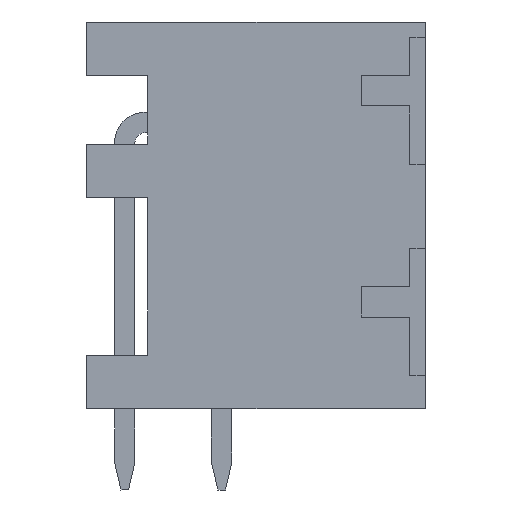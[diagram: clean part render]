
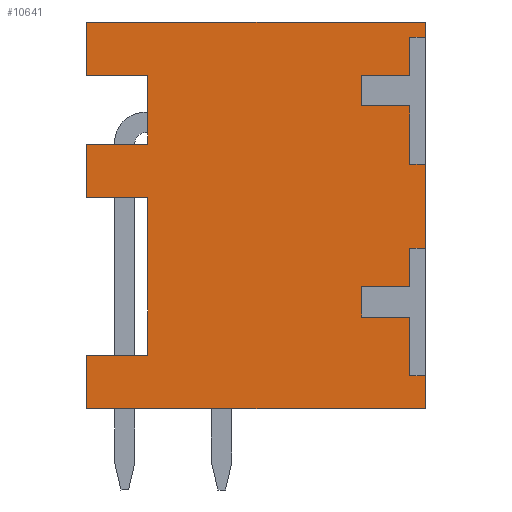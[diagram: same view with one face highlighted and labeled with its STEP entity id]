
A CAD part, left-side view. The second image highlights one B-rep face of the part: STEP entity #10641.
In plain terms, the highlighted planar face has unit normal (-1, 0, 0).
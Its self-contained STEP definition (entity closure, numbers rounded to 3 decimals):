
#10515=AXIS2_PLACEMENT_3D('Plane Axis2P3D',#10512,#10513,#10514) ;
#266=CARTESIAN_POINT('Vertex',(0.3,0.,18.4)) ;
#269=CARTESIAN_POINT('Line Origine',(0.3,0.,18.1)) ;
#273=CARTESIAN_POINT('Vertex',(0.3,0.,17.8)) ;
#294=CARTESIAN_POINT('Vertex',(0.3,0.,12.8)) ;
#297=CARTESIAN_POINT('Line Origine',(0.3,0.,11.15)) ;
#301=CARTESIAN_POINT('Vertex',(0.3,0.,9.5)) ;
#322=CARTESIAN_POINT('Vertex',(0.3,0.,4.5)) ;
#325=CARTESIAN_POINT('Line Origine',(0.3,0.,3.85)) ;
#329=CARTESIAN_POINT('Vertex',(0.3,0.,3.2)) ;
#4814=CARTESIAN_POINT('Vertex',(0.3,13.3,18.4)) ;
#4817=CARTESIAN_POINT('Line Origine',(0.3,6.65,18.4)) ;
#4919=CARTESIAN_POINT('Vertex',(0.3,13.3,16.3)) ;
#4924=CARTESIAN_POINT('Line Origine',(0.3,13.3,17.35)) ;
#5646=CARTESIAN_POINT('Vertex',(0.3,10.9,16.3)) ;
#5651=CARTESIAN_POINT('Line Origine',(0.3,12.1,16.3)) ;
#5989=CARTESIAN_POINT('Vertex',(0.3,10.9,13.6)) ;
#5994=CARTESIAN_POINT('Line Origine',(0.3,10.9,14.95)) ;
#6332=CARTESIAN_POINT('Vertex',(0.3,13.3,13.6)) ;
#6337=CARTESIAN_POINT('Line Origine',(0.3,12.1,13.6)) ;
#6670=CARTESIAN_POINT('Vertex',(0.3,13.3,11.5)) ;
#6675=CARTESIAN_POINT('Line Origine',(0.3,13.3,12.55)) ;
#7781=CARTESIAN_POINT('Vertex',(0.3,10.9,11.5)) ;
#7786=CARTESIAN_POINT('Line Origine',(0.3,12.1,11.5)) ;
#8119=CARTESIAN_POINT('Vertex',(0.3,10.9,5.3)) ;
#8124=CARTESIAN_POINT('Line Origine',(0.3,10.9,8.4)) ;
#8462=CARTESIAN_POINT('Vertex',(0.3,13.3,5.3)) ;
#8467=CARTESIAN_POINT('Line Origine',(0.3,12.1,5.3)) ;
#8800=CARTESIAN_POINT('Vertex',(0.3,13.3,3.2)) ;
#8805=CARTESIAN_POINT('Line Origine',(0.3,13.3,4.25)) ;
#9907=CARTESIAN_POINT('Line Origine',(0.3,6.65,3.2)) ;
#10512=CARTESIAN_POINT('Axis2P3D Location',(0.3,0.,0.)) ;
#10517=CARTESIAN_POINT('Line Origine',(0.3,0.3,12.8)) ;
#10521=CARTESIAN_POINT('Vertex',(0.3,0.6,12.8)) ;
#10524=CARTESIAN_POINT('Line Origine',(0.3,0.6,13.95)) ;
#10528=CARTESIAN_POINT('Vertex',(0.3,0.6,15.1)) ;
#10531=CARTESIAN_POINT('Line Origine',(0.3,1.55,15.1)) ;
#10535=CARTESIAN_POINT('Vertex',(0.3,2.5,15.1)) ;
#10538=CARTESIAN_POINT('Line Origine',(0.3,2.5,15.7)) ;
#10542=CARTESIAN_POINT('Vertex',(0.3,2.5,16.3)) ;
#10545=CARTESIAN_POINT('Line Origine',(0.3,1.55,16.3)) ;
#10549=CARTESIAN_POINT('Vertex',(0.3,0.6,16.3)) ;
#10552=CARTESIAN_POINT('Line Origine',(0.3,0.6,17.05)) ;
#10556=CARTESIAN_POINT('Vertex',(0.3,0.6,17.8)) ;
#10559=CARTESIAN_POINT('Line Origine',(0.3,0.3,17.8)) ;
#10564=CARTESIAN_POINT('Line Origine',(0.3,0.3,4.5)) ;
#10568=CARTESIAN_POINT('Vertex',(0.3,0.6,4.5)) ;
#10571=CARTESIAN_POINT('Line Origine',(0.3,0.6,5.65)) ;
#10575=CARTESIAN_POINT('Vertex',(0.3,0.6,6.8)) ;
#10578=CARTESIAN_POINT('Line Origine',(0.3,1.55,6.8)) ;
#10582=CARTESIAN_POINT('Vertex',(0.3,2.5,6.8)) ;
#10585=CARTESIAN_POINT('Line Origine',(0.3,2.5,7.4)) ;
#10589=CARTESIAN_POINT('Vertex',(0.3,2.5,8.)) ;
#10592=CARTESIAN_POINT('Line Origine',(0.3,1.55,8.)) ;
#10596=CARTESIAN_POINT('Vertex',(0.3,0.6,8.)) ;
#10599=CARTESIAN_POINT('Line Origine',(0.3,0.6,8.75)) ;
#10603=CARTESIAN_POINT('Vertex',(0.3,0.6,9.5)) ;
#10606=CARTESIAN_POINT('Line Origine',(0.3,0.3,9.5)) ;
#270=DIRECTION('Vector Direction',(0.,0.,-1.)) ;
#298=DIRECTION('Vector Direction',(0.,0.,-1.)) ;
#326=DIRECTION('Vector Direction',(0.,0.,-1.)) ;
#4818=DIRECTION('Vector Direction',(0.,-1.,0.)) ;
#4925=DIRECTION('Vector Direction',(0.,0.,1.)) ;
#5652=DIRECTION('Vector Direction',(0.,1.,0.)) ;
#5995=DIRECTION('Vector Direction',(0.,0.,1.)) ;
#6338=DIRECTION('Vector Direction',(0.,-1.,0.)) ;
#6676=DIRECTION('Vector Direction',(0.,0.,1.)) ;
#7787=DIRECTION('Vector Direction',(0.,1.,0.)) ;
#8125=DIRECTION('Vector Direction',(0.,0.,1.)) ;
#8468=DIRECTION('Vector Direction',(0.,-1.,0.)) ;
#8806=DIRECTION('Vector Direction',(0.,0.,1.)) ;
#9908=DIRECTION('Vector Direction',(0.,1.,0.)) ;
#10513=DIRECTION('Axis2P3D Direction',(-1.,0.,0.)) ;
#10514=DIRECTION('Axis2P3D XDirection',(0.,-1.,0.)) ;
#10518=DIRECTION('Vector Direction',(0.,1.,0.)) ;
#10525=DIRECTION('Vector Direction',(0.,0.,1.)) ;
#10532=DIRECTION('Vector Direction',(0.,1.,0.)) ;
#10539=DIRECTION('Vector Direction',(0.,0.,1.)) ;
#10546=DIRECTION('Vector Direction',(0.,-1.,0.)) ;
#10553=DIRECTION('Vector Direction',(0.,0.,1.)) ;
#10560=DIRECTION('Vector Direction',(0.,-1.,0.)) ;
#10565=DIRECTION('Vector Direction',(0.,1.,0.)) ;
#10572=DIRECTION('Vector Direction',(0.,0.,1.)) ;
#10579=DIRECTION('Vector Direction',(0.,1.,0.)) ;
#10586=DIRECTION('Vector Direction',(0.,0.,1.)) ;
#10593=DIRECTION('Vector Direction',(0.,-1.,0.)) ;
#10600=DIRECTION('Vector Direction',(0.,0.,1.)) ;
#10607=DIRECTION('Vector Direction',(0.,-1.,0.)) ;
#271=VECTOR('Line Direction',#270,1.) ;
#299=VECTOR('Line Direction',#298,1.) ;
#327=VECTOR('Line Direction',#326,1.) ;
#4819=VECTOR('Line Direction',#4818,1.) ;
#4926=VECTOR('Line Direction',#4925,1.) ;
#5653=VECTOR('Line Direction',#5652,1.) ;
#5996=VECTOR('Line Direction',#5995,1.) ;
#6339=VECTOR('Line Direction',#6338,1.) ;
#6677=VECTOR('Line Direction',#6676,1.) ;
#7788=VECTOR('Line Direction',#7787,1.) ;
#8126=VECTOR('Line Direction',#8125,1.) ;
#8469=VECTOR('Line Direction',#8468,1.) ;
#8807=VECTOR('Line Direction',#8806,1.) ;
#9909=VECTOR('Line Direction',#9908,1.) ;
#10519=VECTOR('Line Direction',#10518,1.) ;
#10526=VECTOR('Line Direction',#10525,1.) ;
#10533=VECTOR('Line Direction',#10532,1.) ;
#10540=VECTOR('Line Direction',#10539,1.) ;
#10547=VECTOR('Line Direction',#10546,1.) ;
#10554=VECTOR('Line Direction',#10553,1.) ;
#10561=VECTOR('Line Direction',#10560,1.) ;
#10566=VECTOR('Line Direction',#10565,1.) ;
#10573=VECTOR('Line Direction',#10572,1.) ;
#10580=VECTOR('Line Direction',#10579,1.) ;
#10587=VECTOR('Line Direction',#10586,1.) ;
#10594=VECTOR('Line Direction',#10593,1.) ;
#10601=VECTOR('Line Direction',#10600,1.) ;
#10608=VECTOR('Line Direction',#10607,1.) ;
#10612=ORIENTED_EDGE('',*,*,#303,.T.) ;
#10613=ORIENTED_EDGE('',*,*,#10523,.F.) ;
#10614=ORIENTED_EDGE('',*,*,#10530,.F.) ;
#10615=ORIENTED_EDGE('',*,*,#10537,.F.) ;
#10616=ORIENTED_EDGE('',*,*,#10544,.F.) ;
#10617=ORIENTED_EDGE('',*,*,#10551,.F.) ;
#10618=ORIENTED_EDGE('',*,*,#10558,.F.) ;
#10619=ORIENTED_EDGE('',*,*,#10563,.F.) ;
#10620=ORIENTED_EDGE('',*,*,#275,.T.) ;
#10621=ORIENTED_EDGE('',*,*,#4821,.T.) ;
#10622=ORIENTED_EDGE('',*,*,#4928,.T.) ;
#10623=ORIENTED_EDGE('',*,*,#5655,.T.) ;
#10624=ORIENTED_EDGE('',*,*,#5998,.T.) ;
#10625=ORIENTED_EDGE('',*,*,#6341,.T.) ;
#10626=ORIENTED_EDGE('',*,*,#6679,.T.) ;
#10627=ORIENTED_EDGE('',*,*,#7790,.T.) ;
#10628=ORIENTED_EDGE('',*,*,#8128,.T.) ;
#10629=ORIENTED_EDGE('',*,*,#8471,.T.) ;
#10630=ORIENTED_EDGE('',*,*,#8809,.T.) ;
#10631=ORIENTED_EDGE('',*,*,#9911,.T.) ;
#10632=ORIENTED_EDGE('',*,*,#331,.T.) ;
#10633=ORIENTED_EDGE('',*,*,#10570,.F.) ;
#10634=ORIENTED_EDGE('',*,*,#10577,.F.) ;
#10635=ORIENTED_EDGE('',*,*,#10584,.F.) ;
#10636=ORIENTED_EDGE('',*,*,#10591,.F.) ;
#10637=ORIENTED_EDGE('',*,*,#10598,.F.) ;
#10638=ORIENTED_EDGE('',*,*,#10605,.F.) ;
#10639=ORIENTED_EDGE('',*,*,#10610,.F.) ;
#10641=ADVANCED_FACE('HOUSING',(#10640),#10516,.T.) ;
#275=EDGE_CURVE('',#274,#267,#272,.F.) ;
#303=EDGE_CURVE('',#302,#295,#300,.F.) ;
#331=EDGE_CURVE('',#330,#323,#328,.F.) ;
#4821=EDGE_CURVE('',#267,#4815,#4820,.F.) ;
#4928=EDGE_CURVE('',#4815,#4920,#4927,.F.) ;
#5655=EDGE_CURVE('',#4920,#5647,#5654,.F.) ;
#5998=EDGE_CURVE('',#5647,#5990,#5997,.F.) ;
#6341=EDGE_CURVE('',#5990,#6333,#6340,.F.) ;
#6679=EDGE_CURVE('',#6333,#6671,#6678,.F.) ;
#7790=EDGE_CURVE('',#6671,#7782,#7789,.F.) ;
#8128=EDGE_CURVE('',#7782,#8120,#8127,.F.) ;
#8471=EDGE_CURVE('',#8120,#8463,#8470,.F.) ;
#8809=EDGE_CURVE('',#8463,#8801,#8808,.F.) ;
#9911=EDGE_CURVE('',#8801,#330,#9910,.F.) ;
#10523=EDGE_CURVE('',#10522,#295,#10520,.F.) ;
#10530=EDGE_CURVE('',#10529,#10522,#10527,.F.) ;
#10537=EDGE_CURVE('',#10536,#10529,#10534,.F.) ;
#10544=EDGE_CURVE('',#10543,#10536,#10541,.F.) ;
#10551=EDGE_CURVE('',#10550,#10543,#10548,.F.) ;
#10558=EDGE_CURVE('',#10557,#10550,#10555,.F.) ;
#10563=EDGE_CURVE('',#274,#10557,#10562,.F.) ;
#10570=EDGE_CURVE('',#10569,#323,#10567,.F.) ;
#10577=EDGE_CURVE('',#10576,#10569,#10574,.F.) ;
#10584=EDGE_CURVE('',#10583,#10576,#10581,.F.) ;
#10591=EDGE_CURVE('',#10590,#10583,#10588,.F.) ;
#10598=EDGE_CURVE('',#10597,#10590,#10595,.F.) ;
#10605=EDGE_CURVE('',#10604,#10597,#10602,.F.) ;
#10610=EDGE_CURVE('',#302,#10604,#10609,.F.) ;
#10611=EDGE_LOOP('',(#10612,#10613,#10614,#10615,#10616,#10617,#10618,#10619,#10620,#10621,#10622,#10623,#10624,#10625,#10626,#10627,#10628,#10629,#10630,#10631,#10632,#10633,#10634,#10635,#10636,#10637,#10638,#10639)) ;
#10640=FACE_OUTER_BOUND('',#10611,.T.) ;
#272=LINE('Line',#269,#271) ;
#300=LINE('Line',#297,#299) ;
#328=LINE('Line',#325,#327) ;
#4820=LINE('Line',#4817,#4819) ;
#4927=LINE('Line',#4924,#4926) ;
#5654=LINE('Line',#5651,#5653) ;
#5997=LINE('Line',#5994,#5996) ;
#6340=LINE('Line',#6337,#6339) ;
#6678=LINE('Line',#6675,#6677) ;
#7789=LINE('Line',#7786,#7788) ;
#8127=LINE('Line',#8124,#8126) ;
#8470=LINE('Line',#8467,#8469) ;
#8808=LINE('Line',#8805,#8807) ;
#9910=LINE('Line',#9907,#9909) ;
#10520=LINE('Line',#10517,#10519) ;
#10527=LINE('Line',#10524,#10526) ;
#10534=LINE('Line',#10531,#10533) ;
#10541=LINE('Line',#10538,#10540) ;
#10548=LINE('Line',#10545,#10547) ;
#10555=LINE('Line',#10552,#10554) ;
#10562=LINE('Line',#10559,#10561) ;
#10567=LINE('Line',#10564,#10566) ;
#10574=LINE('Line',#10571,#10573) ;
#10581=LINE('Line',#10578,#10580) ;
#10588=LINE('Line',#10585,#10587) ;
#10595=LINE('Line',#10592,#10594) ;
#10602=LINE('Line',#10599,#10601) ;
#10609=LINE('Line',#10606,#10608) ;
#10516=PLANE('',#10515) ;
#267=VERTEX_POINT('',#266) ;
#274=VERTEX_POINT('',#273) ;
#295=VERTEX_POINT('',#294) ;
#302=VERTEX_POINT('',#301) ;
#323=VERTEX_POINT('',#322) ;
#330=VERTEX_POINT('',#329) ;
#4815=VERTEX_POINT('',#4814) ;
#4920=VERTEX_POINT('',#4919) ;
#5647=VERTEX_POINT('',#5646) ;
#5990=VERTEX_POINT('',#5989) ;
#6333=VERTEX_POINT('',#6332) ;
#6671=VERTEX_POINT('',#6670) ;
#7782=VERTEX_POINT('',#7781) ;
#8120=VERTEX_POINT('',#8119) ;
#8463=VERTEX_POINT('',#8462) ;
#8801=VERTEX_POINT('',#8800) ;
#10522=VERTEX_POINT('',#10521) ;
#10529=VERTEX_POINT('',#10528) ;
#10536=VERTEX_POINT('',#10535) ;
#10543=VERTEX_POINT('',#10542) ;
#10550=VERTEX_POINT('',#10549) ;
#10557=VERTEX_POINT('',#10556) ;
#10569=VERTEX_POINT('',#10568) ;
#10576=VERTEX_POINT('',#10575) ;
#10583=VERTEX_POINT('',#10582) ;
#10590=VERTEX_POINT('',#10589) ;
#10597=VERTEX_POINT('',#10596) ;
#10604=VERTEX_POINT('',#10603) ;
